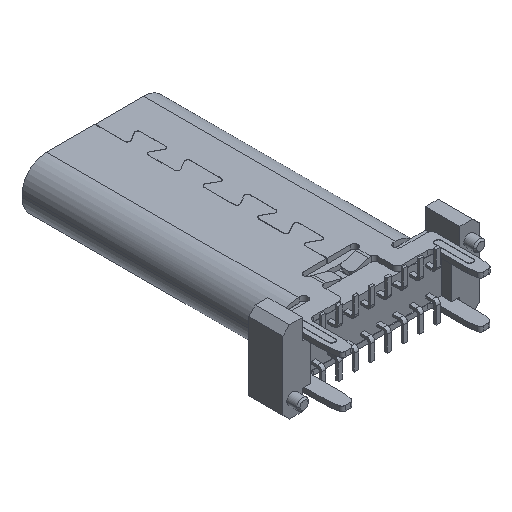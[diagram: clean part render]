
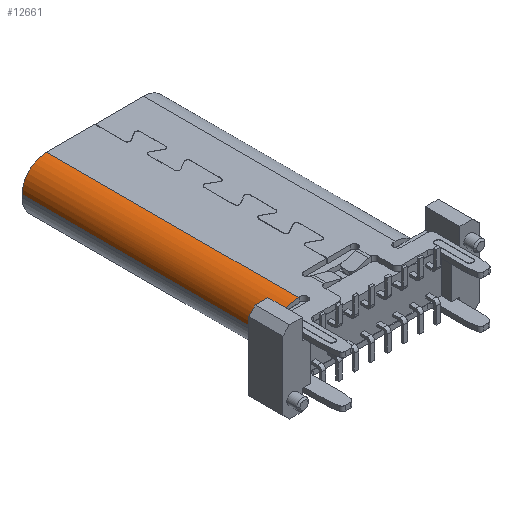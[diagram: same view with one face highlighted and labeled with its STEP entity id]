
A CAD part, isometric view. The second image highlights one B-rep face of the part: STEP entity #12661.
In plain terms, the highlighted cylindrical face has radius 1.5 mm (diameter 3 mm), a partial arc.
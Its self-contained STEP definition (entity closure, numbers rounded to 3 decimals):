
#2082=CARTESIAN_POINT('',(-10.77,7.57,
-2.52));
#2083=DIRECTION('',(0.,-1.,0.));
#2084=DIRECTION('',(0.,0.,1.));
#2085=AXIS2_PLACEMENT_3D('',#2082,#2083,#2084);
#2114=DIRECTION('',(0.,-1.,0.));
#2115=VECTOR('',#2114,15.4);
#2116=CARTESIAN_POINT('',(-12.27,22.97,
-2.52));
#2117=LINE('',#2116,#2115);
#2118=DIRECTION('',(0.,1.,0.));
#2119=VECTOR('',#2118,15.4);
#2120=CARTESIAN_POINT('',(-10.77,7.57,
-1.02));
#2121=LINE('',#2120,#2119);
#2126=CARTESIAN_POINT('',(-10.77,7.57,
-2.52));
#2127=DIRECTION('',(0.,-1.,0.));
#2128=DIRECTION('',(-0.626,0.,0.78));
#2129=AXIS2_PLACEMENT_3D('',#2126,#2127,#2128);
#2862=CARTESIAN_POINT('',(-10.77,22.97,
-2.52));
#2863=DIRECTION('',(0.,1.,0.));
#2864=DIRECTION('',(-1.,0.,0.));
#2865=AXIS2_PLACEMENT_3D('',#2862,#2863,#2864);
#8578=CARTESIAN_POINT('',(-12.27,22.97,
-2.52));
#8579=VERTEX_POINT('',#8578);
#8594=CARTESIAN_POINT('',(-10.77,7.57,
-1.02));
#8595=CARTESIAN_POINT('',(-10.77,22.97,
-1.02));
#8596=VERTEX_POINT('',#8594);
#8597=VERTEX_POINT('',#8595);
#9074=CARTESIAN_POINT('',(-11.709,7.57,
-1.35));
#9076=VERTEX_POINT('',#9074);
#9078=CARTESIAN_POINT('',(-12.27,7.57,
-2.52));
#9080=VERTEX_POINT('',#9078);
#12646=CARTESIAN_POINT('',(-10.77,22.57,
-2.52));
#12647=DIRECTION('',(0.,-1.,0.));
#12648=DIRECTION('',(0.,0.,1.));
#12649=AXIS2_PLACEMENT_3D('',#12646,#12647,#12648);
#12650=CYLINDRICAL_SURFACE('',#12649,1.5);
#12652=ORIENTED_EDGE('',*,*,#12651,.T.);
#12654=ORIENTED_EDGE('',*,*,#12653,.F.);
#12656=ORIENTED_EDGE('',*,*,#12655,.T.);
#12657=ORIENTED_EDGE('',*,*,#11581,.F.);
#12658=ORIENTED_EDGE('',*,*,#12603,.T.);
#12659=EDGE_LOOP('',(#12652,#12654,#12656,#12657,#12658));
#12660=FACE_OUTER_BOUND('',#12659,.F.);
#2086=CIRCLE('',#2085,1.5);
#2130=CIRCLE('',#2129,1.5);
#2866=CIRCLE('',#2865,1.5);
#11581=EDGE_CURVE('',#8596,#8597,#2121,.T.);
#12603=EDGE_CURVE('',#8596,#9076,#2086,.T.);
#12651=EDGE_CURVE('',#9076,#9080,#2130,.T.);
#12653=EDGE_CURVE('',#8579,#9080,#2117,.T.);
#12655=EDGE_CURVE('',#8579,#8597,#2866,.T.);
#12661=ADVANCED_FACE('',(#12660),#12650,.T.);
